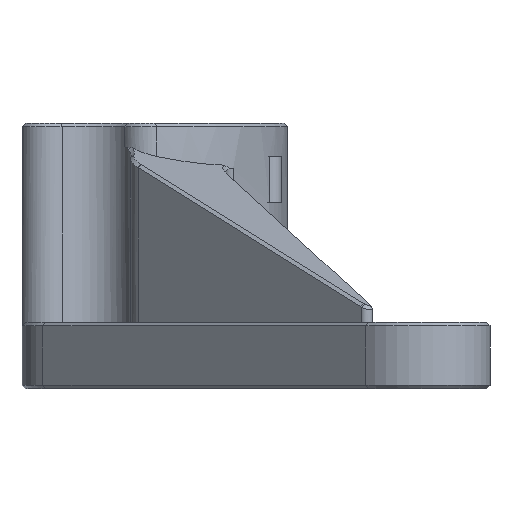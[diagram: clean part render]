
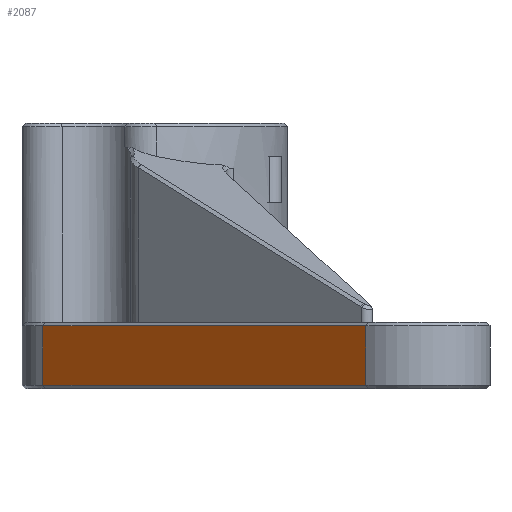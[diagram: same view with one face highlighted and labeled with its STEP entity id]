
A CAD part, left-side view. The second image highlights one B-rep face of the part: STEP entity #2087.
In plain terms, the highlighted planar face has unit normal (-0.715, 0.699, 0).
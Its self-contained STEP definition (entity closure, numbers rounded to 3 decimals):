
#78=PLANE('',#2287);
#233=FACE_OUTER_BOUND('',#367,.T.);
#367=EDGE_LOOP('',(#1736,#1737,#1738,#1739));
#535=LINE('',#3953,#712);
#545=LINE('',#3993,#722);
#546=LINE('',#3997,#723);
#547=LINE('',#3998,#724);
#712=VECTOR('',#2714,10.);
#722=VECTOR('',#2748,10.);
#723=VECTOR('',#2753,10.);
#724=VECTOR('',#2754,10.);
#1028=VERTEX_POINT('',#3948);
#1029=VERTEX_POINT('',#3952);
#1035=VERTEX_POINT('',#3992);
#1036=VERTEX_POINT('',#3996);
#1271=EDGE_CURVE('',#1028,#1029,#535,.T.);
#1288=EDGE_CURVE('',#1029,#1035,#545,.T.);
#1290=EDGE_CURVE('',#1028,#1036,#546,.T.);
#1291=EDGE_CURVE('',#1035,#1036,#547,.T.);
#1736=ORIENTED_EDGE('',*,*,#1271,.F.);
#1737=ORIENTED_EDGE('',*,*,#1290,.T.);
#1738=ORIENTED_EDGE('',*,*,#1291,.F.);
#1739=ORIENTED_EDGE('',*,*,#1288,.F.);
#2087=ADVANCED_FACE('',(#233),#78,.T.);
#2287=AXIS2_PLACEMENT_3D('',#3995,#2751,#2752);
#2714=DIRECTION('',(0.699,0.715,0.));
#2748=DIRECTION('',(0.,0.,1.));
#2751=DIRECTION('center_axis',(-0.715,0.699,0.));
#2752=DIRECTION('ref_axis',(-0.699,-0.715,0.));
#2753=DIRECTION('',(0.,0.,1.));
#2754=DIRECTION('',(-0.699,-0.715,0.));
#3948=CARTESIAN_POINT('',(-42.432,-20.905,0.25));
#3952=CARTESIAN_POINT('',(-18.653,3.414,0.25));
#3953=CARTESIAN_POINT('',(-15.118,7.03,0.25));
#3992=CARTESIAN_POINT('',(-18.653,3.414,4.75));
#3993=CARTESIAN_POINT('',(-18.653,3.414,0.));
#3995=CARTESIAN_POINT('Origin',(-18.653,3.414,0.));
#3996=CARTESIAN_POINT('',(-42.432,-20.905,4.75));
#3997=CARTESIAN_POINT('',(-42.432,-20.905,0.));
#3998=CARTESIAN_POINT('',(-15.118,7.03,4.75));
